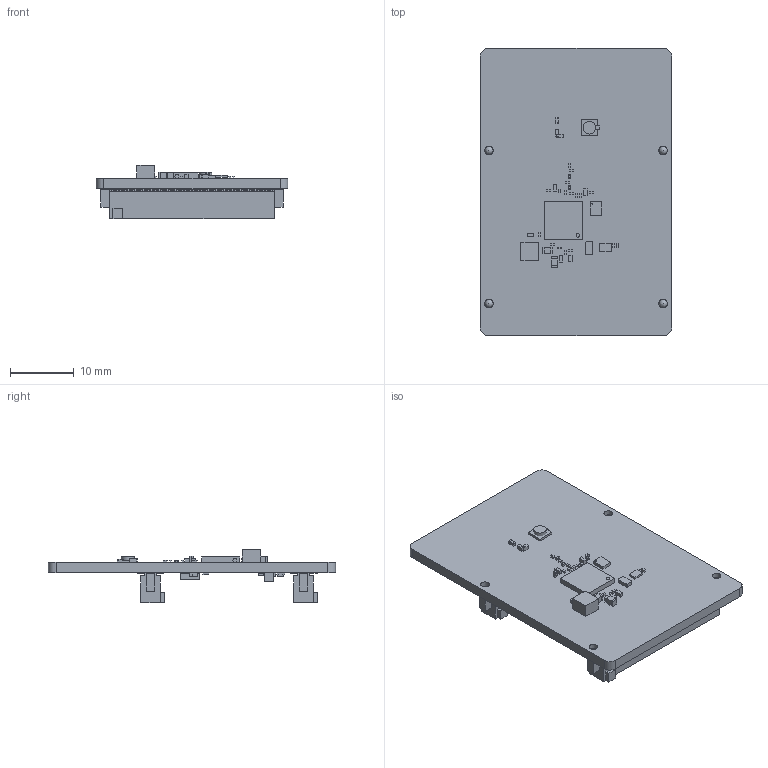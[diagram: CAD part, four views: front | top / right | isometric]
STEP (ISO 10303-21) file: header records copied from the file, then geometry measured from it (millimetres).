
FILE_DESCRIPTION(('Open CASCADE Model'),'2;1');
FILE_NAME('Open CASCADE Shape Model','2022-10-02T12:57:44',('Author'),( 'Open CASCADE'),'Open CASCADE STEP processor 6.8','Open CASCADE 6.8' ,'Unknown');
FILE_SCHEMA(('AUTOMOTIVE_DESIGN { 1 0 10303 214 1 1 1 1 }'));
Length unit declared in the file: millimetre
Products named in the file (134): PCB; Board; Open CASCADE STEP translator 6.8 1.1.1; C100; 6085655520; Extruded; 6085655360; C104; U200; 6085643120; C112; X2; 6085647760; C115; 6085654480; U1; 6085647920; 6085654880; R103; 6085652800; RP200; 6085644400; C124; C203; 6085654240; C205; 6085644800; 6085644560; C117; 6085653360; 6085653200; C116; C114; C113; L101; 6085652960; TPJ20; 6085646640; Cylinder; P200 ...
Assembly tree (228 placements, depth 4):
  PCB
    Board
      Open CASCADE STEP translator 6.8 1.1.1
    C100
      6085655520
        Extruded
      6085655360  x2
        Extruded
    C104
      6085655520
        Extruded
      6085655360  x2
        Extruded
    U200
      6085643120
        Extruded
    C112
      6085655360  x2
        Extruded
      6085655520
        Extruded
    X2
      6085647760
        Extruded
    C115
      6085654480
        Extruded
    U1
      6085647920
        Extruded
      6085654880
        Extruded
    R103
      6085652800
        Extruded
    RP200
      6085644400
        Extruded
    C124
      6085655360  x2
        Extruded
      6085655520
        Extruded
    C203
      6085655520
        Extruded
      6085654240  x2
        Extruded
    C205
      6085644800  x2
        Extruded
      6085644560
        Extruded
    C117
      6085653360
        Extruded
      6085653200  x2
        Extruded
    C116
      6085654240  x2
Bounding box: 30 x 45 x 8.32 mm (x, y, z)
Volume: 2906.8 mm3; surface area: 5174.7 mm2
Topology: 128 solids, 128 shells, 2612 faces, 6248 edges, 4040 vertices
Faces by surface type: plane 2387, cylinder 213, sphere 12
Full cylindrical faces by diameter (mm): 0.4 x20, 1.27 x4, 1.35 x4, 2 x1
Entity records: 46096 total; most frequent: CARTESIAN_POINT 6259, DIRECTION 5969, ORIENTED_EDGE 5870, EDGE_CURVE 2935, LINE 2717, VECTOR 2717, VERTEX_POINT 1898, AXIS2_PLACEMENT_3D 1626
